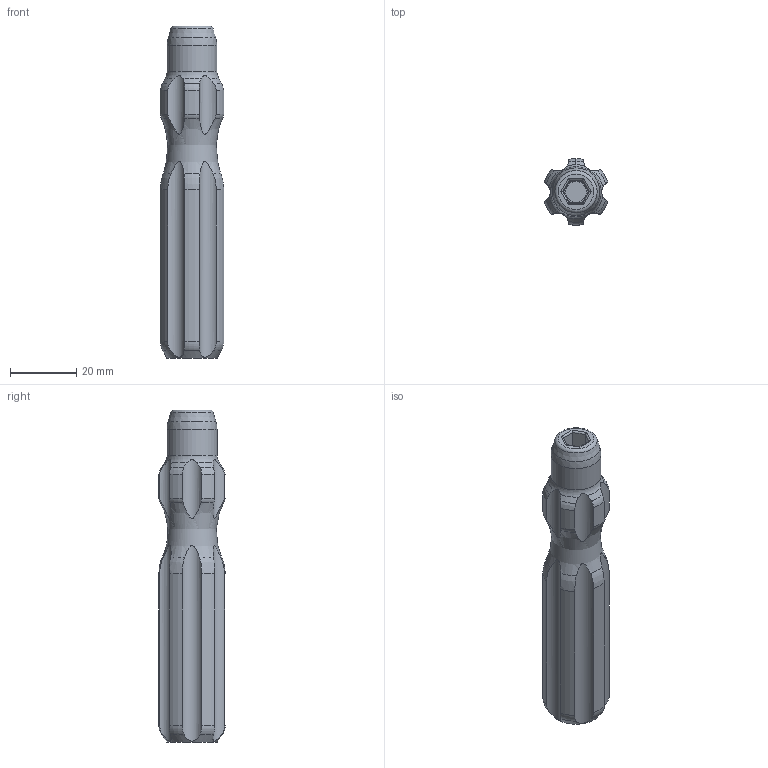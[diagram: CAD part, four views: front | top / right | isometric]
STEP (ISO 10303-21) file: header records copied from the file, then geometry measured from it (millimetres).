
FILE_DESCRIPTION(('FreeCAD Model'),'2;1');
FILE_NAME('Open CASCADE Shape Model','2024-09-13T20:25:06',(''),(''), 'Open CASCADE STEP processor 7.7','FreeCAD','Unknown');
FILE_SCHEMA(('AUTOMOTIVE_DESIGN { 1 0 10303 214 1 1 1 1 }'));
Length unit declared in the file: millimetre
Products named in the file (1): Body001
Bounding box: 19.13 x 19.97 x 100 mm (x, y, z)
Volume: 22148 mm3; surface area: 7173 mm2
Topology: 1 solids, 1 shells, 90 faces, 247 edges, 161 vertices
Faces by surface type: cylinder 39, torus 17, revolution 15, plane 10, cone 9
Full cylindrical faces by diameter (mm): 6.25 x1, 15.043 x1
Entity records: 5709 total; most frequent: CARTESIAN_POINT 3480, ORIENTED_EDGE 494, DIRECTION 425, EDGE_CURVE 247, AXIS2_PLACEMENT_3D 175, VERTEX_POINT 161, B_SPLINE_CURVE_WITH_KNOTS 103, FACE_BOUND 92
